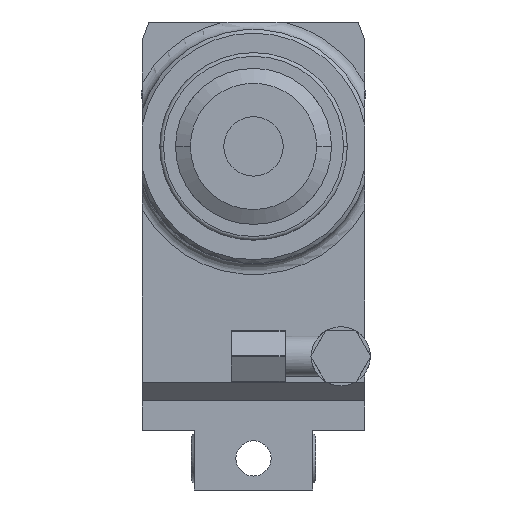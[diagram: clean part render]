
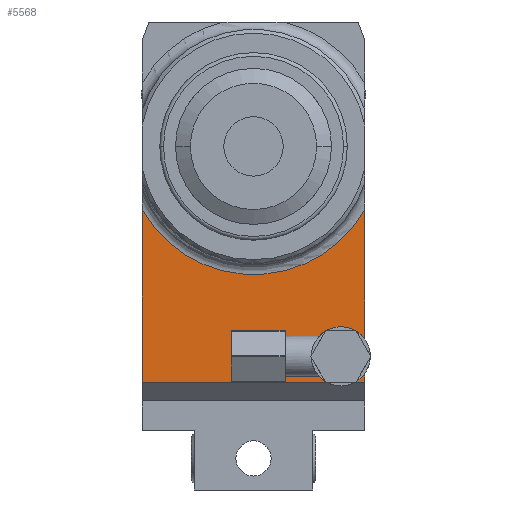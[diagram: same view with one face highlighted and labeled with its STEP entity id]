
A CAD part, left-side view. The second image highlights one B-rep face of the part: STEP entity #5568.
In plain terms, the highlighted planar face has unit normal (-1, 0, 0).
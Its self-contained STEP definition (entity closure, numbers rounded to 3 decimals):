
#64=DIRECTION('',(0.,0.,-1.));
#65=VECTOR('',#64,4.54);
#66=CARTESIAN_POINT('',(-65.5,-30.,-22.96));
#67=LINE('',#66,#65);
#72=DIRECTION('',(0.,0.,-1.));
#73=VECTOR('',#72,37.003);
#74=CARTESIAN_POINT('',(-65.5,-30.,18.963));
#75=LINE('',#74,#73);
#98=CARTESIAN_POINT('',(-65.5,-30.,18.963));
#411=CARTESIAN_POINT('',(-65.5,30.,18.963));
#436=DIRECTION('',(0.,0.,1.));
#437=VECTOR('',#436,46.463);
#438=CARTESIAN_POINT('',(-65.5,30.,-27.5));
#439=LINE('',#438,#437);
#680=CARTESIAN_POINT('',(-65.5,-23.5,-20.5));
#681=DIRECTION('',(-1.,0.,0.));
#682=DIRECTION('',(0.,0.,1.));
#683=AXIS2_PLACEMENT_3D('',#680,#681,#682);
#685=CARTESIAN_POINT('',(-65.5,-23.5,-20.5));
#686=DIRECTION('',(-1.,0.,0.));
#687=DIRECTION('',(0.,0.,-1.));
#688=AXIS2_PLACEMENT_3D('',#685,#686,#687);
#690=DIRECTION('',(0.,1.,0.));
#691=VECTOR('',#690,60.);
#692=CARTESIAN_POINT('',(-65.5,-30.,-27.5));
#693=LINE('',#692,#691);
#694=CARTESIAN_POINT('',(-65.5,-23.5,-20.5));
#695=DIRECTION('',(-1.,0.,0.));
#696=DIRECTION('',(0.,-0.935,0.354));
#697=AXIS2_PLACEMENT_3D('',#694,#695,#696);
#1417=CARTESIAN_POINT('',(-65.5,0.,36.));
#1418=DIRECTION('',(1.,0.,0.));
#1419=DIRECTION('',(0.,-0.87,-0.494));
#1420=AXIS2_PLACEMENT_3D('',#1417,#1418,#1419);
#4432=VERTEX_POINT('',#98);
#4433=VERTEX_POINT('',#411);
#4460=CARTESIAN_POINT('',(-65.5,30.,-27.5));
#4462=VERTEX_POINT('',#4460);
#4463=CARTESIAN_POINT('',(-65.5,-30.,-27.5));
#4464=VERTEX_POINT('',#4463);
#4723=CARTESIAN_POINT('',(-65.5,-30.,-18.04));
#4724=CARTESIAN_POINT('',(-65.5,-30.,-22.96));
#4725=VERTEX_POINT('',#4723);
#4726=VERTEX_POINT('',#4724);
#4731=CARTESIAN_POINT('',(-65.5,-23.5,-13.55));
#4732=CARTESIAN_POINT('',(-65.5,-23.5,-27.45));
#4733=VERTEX_POINT('',#4731);
#4734=VERTEX_POINT('',#4732);
#5549=CARTESIAN_POINT('',(-65.5,0.,36.));
#5550=DIRECTION('',(1.,0.,0.));
#5551=DIRECTION('',(0.,0.,-1.));
#5552=AXIS2_PLACEMENT_3D('',#5549,#5550,#5551);
#5553=PLANE('',#5552);
#5555=ORIENTED_EDGE('',*,*,#5554,.T.);
#5557=ORIENTED_EDGE('',*,*,#5556,.T.);
#5558=ORIENTED_EDGE('',*,*,#5041,.T.);
#5559=ORIENTED_EDGE('',*,*,#5542,.T.);
#5560=ORIENTED_EDGE('',*,*,#5250,.T.);
#5562=ORIENTED_EDGE('',*,*,#5561,.F.);
#5563=ORIENTED_EDGE('',*,*,#5045,.T.);
#5565=ORIENTED_EDGE('',*,*,#5564,.T.);
#5566=EDGE_LOOP('',(#5555,#5557,#5558,#5559,#5560,#5562,#5563,#5565));
#5567=FACE_OUTER_BOUND('',#5566,.F.);
#5568=ADVANCED_FACE('',(#5567),#5553,.F.);
#684=CIRCLE('',#683,6.95);
#689=CIRCLE('',#688,6.95);
#698=CIRCLE('',#697,6.95);
#1421=CIRCLE('',#1420,34.5);
#5041=EDGE_CURVE('',#4726,#4464,#67,.T.);
#5045=EDGE_CURVE('',#4432,#4725,#75,.T.);
#5250=EDGE_CURVE('',#4462,#4433,#439,.T.);
#5542=EDGE_CURVE('',#4464,#4462,#693,.T.);
#5554=EDGE_CURVE('',#4733,#4734,#684,.T.);
#5556=EDGE_CURVE('',#4734,#4726,#689,.T.);
#5561=EDGE_CURVE('',#4432,#4433,#1421,.T.);
#5564=EDGE_CURVE('',#4725,#4733,#698,.T.);
